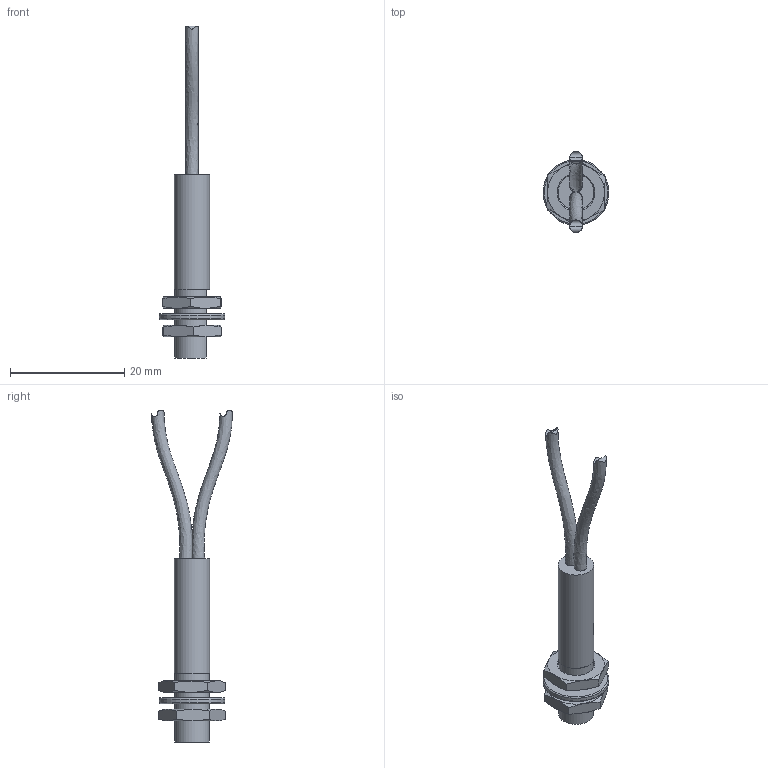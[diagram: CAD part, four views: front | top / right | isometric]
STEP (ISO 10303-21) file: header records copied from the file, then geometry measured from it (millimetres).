
FILE_DESCRIPTION(/* description */ (''),/* implementation_level */ '2;1');
FILE_NAME(/* name */ 'LT207201.stp',/* time_stamp */ '2016-10-06T14:32:18+02:00',/* author */ ('mitarbeiter'),/* organization */ (''),/* preprocessor_version */ 'ST-DEVELOPER v15.2',/* originating_system */ 'Autodesk Inventor 2014',/* authorisation */ '');
FILE_SCHEMA (('AUTOMOTIVE_DESIGN { 1 0 10303 214 3 1 1 }'));
Length unit declared in the file: millimetre
Products named in the file (4): LT207201 Korpus; Beilagscheibe; Mutter M6; LT207201
Bounding box: 11.5 x 14.17 x 58 mm (x, y, z)
Volume: 1419.3 mm3; surface area: 1640.7 mm2
Topology: 4 solids, 4 shells, 52 faces, 115 edges, 72 vertices
Faces by surface type: plane 25, cylinder 13, cone 8, torus 4, bspline 2
Full cylindrical faces by diameter (mm): 1 x1, 1.1 x1, 6 x2, 6.2 x1, 6.5 x1, 11.5 x1
Entity records: 2360 total; most frequent: CARTESIAN_POINT 1558, DIRECTION 149, ORIENTED_EDGE 128, AXIS2_PLACEMENT_3D 67, EDGE_CURVE 64, EDGE_LOOP 61, VERTEX_POINT 48, FACE_OUTER_BOUND 39
